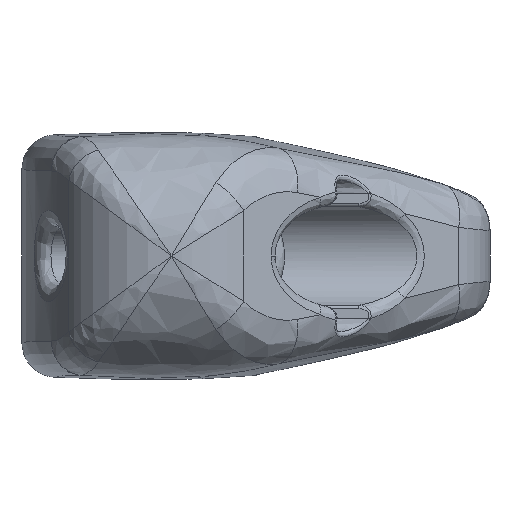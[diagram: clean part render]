
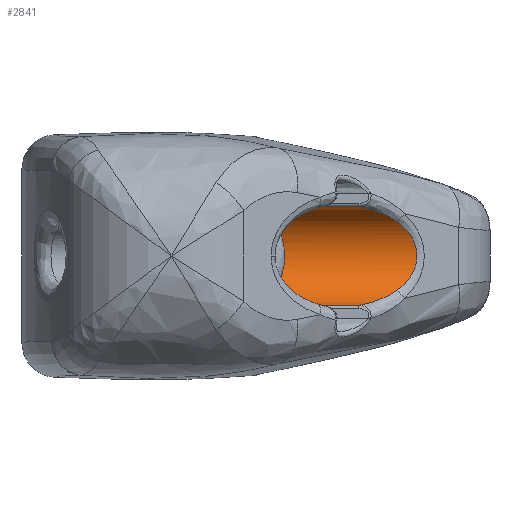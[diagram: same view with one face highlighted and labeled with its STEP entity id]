
A CAD part, left-side view. The second image highlights one B-rep face of the part: STEP entity #2841.
In plain terms, the highlighted cylindrical face has radius 4.5 mm (diameter 9 mm), a partial arc.
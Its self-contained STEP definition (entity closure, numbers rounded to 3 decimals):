
#2746=CARTESIAN_POINT('',(-13.,-18.5,0.));
#2747=DIRECTION('',(-0.,1.,0.));
#2748=DIRECTION('',(-1.,-0.,0.));
#2749=AXIS2_PLACEMENT_3D('',#2746,#2747,#2748);
#2750=CYLINDRICAL_SURFACE('',#2749,4.5);
#2751=CARTESIAN_POINT('',(-11.762,-9.011,4.326));
#2752=VERTEX_POINT('',#2751);
#2753=CARTESIAN_POINT('',(-11.762,7.115,4.326));
#2754=VERTEX_POINT('',#2753);
#2755=CARTESIAN_POINT('',(-11.762,-9.011,4.326));
#2756=DIRECTION('',(-0.,1.,0.));
#2757=VECTOR('',#2756,16.126);
#2758=LINE('',#2755,#2757);
#2759=EDGE_CURVE('',#2752,#2754,#2758,.T.);
#2760=ORIENTED_EDGE('',*,*,#2759,.T.);
#2761=CARTESIAN_POINT('',(-11.777,7.5,4.331));
#2762=VERTEX_POINT('',#2761);
#2763=CARTESIAN_POINT('',(-11.763,7.115,4.326));
#2764=CARTESIAN_POINT('',(-11.763,7.243,4.326));
#2765=CARTESIAN_POINT('',(-11.767,7.372,4.328));
#2766=CARTESIAN_POINT('',(-11.777,7.5,4.331));
#2767=B_SPLINE_CURVE_WITH_KNOTS('',3,(#2763,#2764,#2765,#2766),.UNSPECIFIED.,.F.,.F.,(4,4),(0.,0.),.UNSPECIFIED.);
#2768=EDGE_CURVE('',#2754,#2762,#2767,.T.);
#2769=ORIENTED_EDGE('',*,*,#2768,.T.);
#2770=CARTESIAN_POINT('',(-11.777,7.5,-4.331));
#2771=VERTEX_POINT('',#2770);
#2772=CARTESIAN_POINT('',(-13.,7.5,0.));
#2773=DIRECTION('',(-0.,1.,0.));
#2774=DIRECTION('',(-1.,-0.,0.));
#2775=AXIS2_PLACEMENT_3D('',#2772,#2773,#2774);
#2776=CIRCLE('',#2775,4.5);
#2777=EDGE_CURVE('',#2762,#2771,#2776,.T.);
#2778=ORIENTED_EDGE('',*,*,#2777,.T.);
#2779=CARTESIAN_POINT('',(-11.762,7.115,-4.326));
#2780=VERTEX_POINT('',#2779);
#2781=CARTESIAN_POINT('',(-11.763,7.115,-4.326));
#2782=CARTESIAN_POINT('',(-11.763,7.243,-4.326));
#2783=CARTESIAN_POINT('',(-11.767,7.372,-4.328));
#2784=CARTESIAN_POINT('',(-11.777,7.5,-4.331));
#2785=B_SPLINE_CURVE_WITH_KNOTS('',3,(#2781,#2782,#2783,#2784),.UNSPECIFIED.,.F.,.F.,(4,4),(0.,0.),.UNSPECIFIED.);
#2786=EDGE_CURVE('',#2780,#2771,#2785,.T.);
#2787=ORIENTED_EDGE('',*,*,#2786,.F.);
#2788=CARTESIAN_POINT('',(-11.762,-9.011,-4.326));
#2789=VERTEX_POINT('',#2788);
#2790=CARTESIAN_POINT('',(-11.762,-9.011,-4.326));
#2791=DIRECTION('',(-0.,1.,0.));
#2792=VECTOR('',#2791,16.126);
#2793=LINE('',#2790,#2792);
#2794=EDGE_CURVE('',#2789,#2780,#2793,.T.);
#2795=ORIENTED_EDGE('',*,*,#2794,.F.);
#2796=CARTESIAN_POINT('',(-9.685,-12.338,-3.043));
#2797=VERTEX_POINT('',#2796);
#2798=CARTESIAN_POINT('',(-9.685,-12.338,-3.043));
#2799=CARTESIAN_POINT('',(-9.847,-12.097,-3.219));
#2800=CARTESIAN_POINT('',(-10.01,-11.835,-3.37));
#2801=CARTESIAN_POINT('',(-10.176,-11.563,-3.504));
#2802=CARTESIAN_POINT('',(-10.26,-11.427,-3.571));
#2803=CARTESIAN_POINT('',(-10.344,-11.289,-3.634));
#2804=CARTESIAN_POINT('',(-10.429,-11.149,-3.693));
#2805=CARTESIAN_POINT('',(-10.514,-11.009,-3.752));
#2806=CARTESIAN_POINT('',(-10.599,-10.868,-3.807));
#2807=CARTESIAN_POINT('',(-10.685,-10.727,-3.859));
#2808=CARTESIAN_POINT('',(-11.03,-10.161,-4.066));
#2809=CARTESIAN_POINT('',(-11.386,-9.585,-4.219));
#2810=CARTESIAN_POINT('',(-11.762,-9.011,-4.326));
#2811=B_SPLINE_CURVE_WITH_KNOTS('',3,(#2798,#2799,#2800,#2801,#2802,#2803,#2804,#2805,#2806,#2807,#2808,#2809,#2810),.UNSPECIFIED.,.F.,.F.,(4,3,3,3,4),(0.005,0.006,0.007,0.008,0.01),.UNSPECIFIED.);
#2812=EDGE_CURVE('',#2797,#2789,#2811,.T.);
#2813=ORIENTED_EDGE('',*,*,#2812,.F.);
#2814=CARTESIAN_POINT('',(-9.685,-12.338,3.043));
#2815=VERTEX_POINT('',#2814);
#2816=CARTESIAN_POINT('',(-13.,-7.397,0.));
#2817=DIRECTION('',(-0.83,-0.557,-0.));
#2818=DIRECTION('',(-0.557,0.83,0.));
#2819=AXIS2_PLACEMENT_3D('',#2816,#2817,#2818);
#2820=ELLIPSE('',#2819,8.077,4.5);
#2821=EDGE_CURVE('',#2797,#2815,#2820,.T.);
#2822=ORIENTED_EDGE('',*,*,#2821,.T.);
#2823=CARTESIAN_POINT('',(-9.685,-12.338,3.043));
#2824=CARTESIAN_POINT('',(-9.847,-12.097,3.219));
#2825=CARTESIAN_POINT('',(-10.01,-11.835,3.37));
#2826=CARTESIAN_POINT('',(-10.176,-11.563,3.504));
#2827=CARTESIAN_POINT('',(-10.26,-11.427,3.571));
#2828=CARTESIAN_POINT('',(-10.344,-11.289,3.634));
#2829=CARTESIAN_POINT('',(-10.429,-11.149,3.693));
#2830=CARTESIAN_POINT('',(-10.514,-11.009,3.752));
#2831=CARTESIAN_POINT('',(-10.599,-10.868,3.807));
#2832=CARTESIAN_POINT('',(-10.685,-10.727,3.859));
#2833=CARTESIAN_POINT('',(-11.03,-10.161,4.066));
#2834=CARTESIAN_POINT('',(-11.386,-9.585,4.219));
#2835=CARTESIAN_POINT('',(-11.762,-9.011,4.326));
#2836=B_SPLINE_CURVE_WITH_KNOTS('',3,(#2823,#2824,#2825,#2826,#2827,#2828,#2829,#2830,#2831,#2832,#2833,#2834,#2835),.UNSPECIFIED.,.F.,.F.,(4,3,3,3,4),(0.005,0.006,0.007,0.008,0.01),.UNSPECIFIED.);
#2837=EDGE_CURVE('',#2815,#2752,#2836,.T.);
#2838=ORIENTED_EDGE('',*,*,#2837,.T.);
#2839=EDGE_LOOP('',(#2760,#2769,#2778,#2787,#2795,#2813,#2822,#2838));
#2840=FACE_BOUND('',#2839,.T.);
#2841=ADVANCED_FACE('',(#2840),#2750,.F.);
